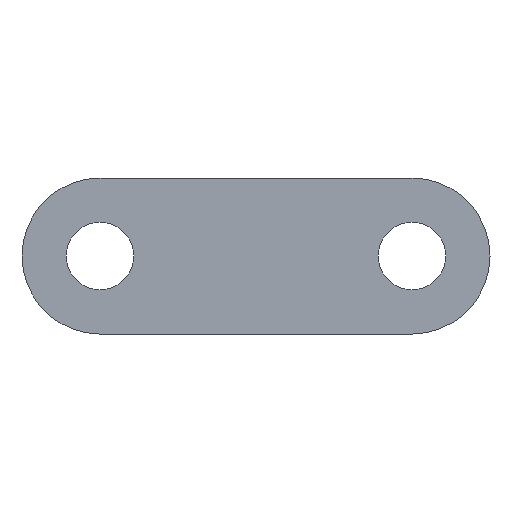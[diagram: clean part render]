
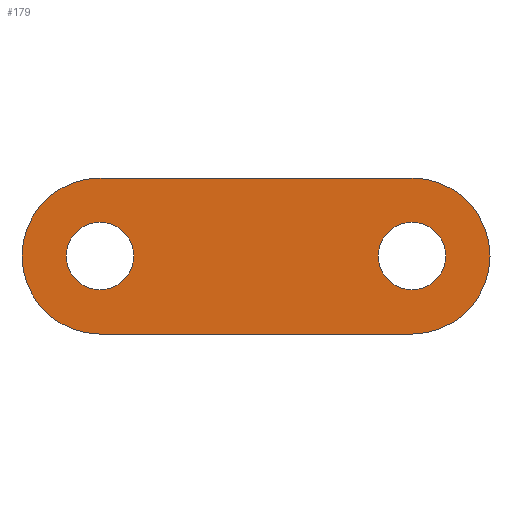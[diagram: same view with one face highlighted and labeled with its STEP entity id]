
A CAD part, front view. The second image highlights one B-rep face of the part: STEP entity #179.
In plain terms, the highlighted planar face has unit normal (0, -1, 0).
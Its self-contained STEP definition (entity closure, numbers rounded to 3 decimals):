
#4 = DIRECTION ( 'NONE',  ( 0., -1., 0. ) ) ;
#6 = DIRECTION ( 'NONE',  ( 0., 0., 1. ) ) ;
#12 = CARTESIAN_POINT ( 'NONE',  ( 15., -10., 0. ) ) ;
#16 = DIRECTION ( 'NONE',  ( 0., 0., 1. ) ) ;
#20 = DIRECTION ( 'NONE',  ( 0., -1., 0. ) ) ;
#25 = DIRECTION ( 'NONE',  ( 1., 0., 0. ) ) ;
#28 = DIRECTION ( 'NONE',  ( 0., -1., 0. ) ) ;
#29 = CARTESIAN_POINT ( 'NONE',  ( 15., -10., 0. ) ) ;
#30 = CARTESIAN_POINT ( 'NONE',  ( -22.5, -10., 7.5 ) ) ;
#32 = DIRECTION ( 'NONE',  ( 0., 0., 1. ) ) ;
#42 = CARTESIAN_POINT ( 'NONE',  ( -22.5, -10., -7.5 ) ) ;
#45 = CARTESIAN_POINT ( 'NONE',  ( -15., -10., 0. ) ) ;
#50 = DIRECTION ( 'NONE',  ( 1., 0., 0. ) ) ;
#51 = CARTESIAN_POINT ( 'NONE',  ( 11.75, -10., 0. ) ) ;
#59 = CARTESIAN_POINT ( 'NONE',  ( -18.25, -10., 0. ) ) ;
#66 = CARTESIAN_POINT ( 'NONE',  ( -15., -10., 7.5 ) ) ;
#112 = EDGE_CURVE ( 'NONE', #1066, #1237, #375, .T. ) ;
#126 = EDGE_CURVE ( 'NONE', #1064, #1238, #386, .T. ) ;
#138 = EDGE_CURVE ( 'NONE', #1088, #1242, #916, .T. ) ;
#139 = EDGE_CURVE ( 'NONE', #1079, #1242, #1272, .T. ) ;
#140 = EDGE_CURVE ( 'NONE', #1093, #1079, #1276, .T. ) ;
#141 = EDGE_CURVE ( 'NONE', #1086, #1093, #917, .T. ) ;
#142 = EDGE_CURVE ( 'NONE', #1088, #1092, #1273, .T. ) ;
#179 = ADVANCED_FACE ( 'NONE', ( #937, #938, #939 ), #742, .F. ) ;
#186 = EDGE_CURVE ( 'NONE', #1092, #1086, #537, .T. ) ;
#269 = CARTESIAN_POINT ( 'NONE',  ( 15., -10., 0. ) ) ;
#270 = DIRECTION ( 'NONE',  ( -1., 0., 0. ) ) ;
#286 = DIRECTION ( 'NONE',  ( -1., 0., 0. ) ) ;
#288 = DIRECTION ( 'NONE',  ( 0., 1., 0. ) ) ;
#304 = DIRECTION ( 'NONE',  ( 0., 1., 0. ) ) ;
#326 = CARTESIAN_POINT ( 'NONE',  ( -15., -10., 0. ) ) ;
#370 = AXIS2_PLACEMENT_3D ( 'NONE', #269, #304, #270 ) ;
#375 = CIRCLE ( 'NONE', #370, 3.25 ) ;
#386 = CIRCLE ( 'NONE', #1296, 3.25 ) ;
#435 = CIRCLE ( 'NONE', #437, 3.25 ) ;
#437 = AXIS2_PLACEMENT_3D ( 'NONE', #656, #657, #658 ) ;
#454 = CIRCLE ( 'NONE', #455, 3.25 ) ;
#455 = AXIS2_PLACEMENT_3D ( 'NONE', #723, #730, #729 ) ;
#537 = CIRCLE ( 'NONE', #798, 7.5 ) ;
#538 = AXIS2_PLACEMENT_3D ( 'NONE', #753, #748, #752 ) ;
#549 = EDGE_LOOP ( 'NONE', ( #557, #902, #903, #901, #900, #899 ) ) ;
#557 = ORIENTED_EDGE ( 'NONE', *, *, #142, .T. ) ;
#560 = ORIENTED_EDGE ( 'NONE', *, *, #1252, .T. ) ;
#581 = EDGE_LOOP ( 'NONE', ( #1231, #719 ) ) ;
#607 = CARTESIAN_POINT ( 'NONE',  ( -22.5, -10., 0. ) ) ;
#608 = CARTESIAN_POINT ( 'NONE',  ( 15., -10., -7.5 ) ) ;
#637 = CARTESIAN_POINT ( 'NONE',  ( 18.25, -10., 0. ) ) ;
#638 = CARTESIAN_POINT ( 'NONE',  ( -11.75, -10., 0. ) ) ;
#642 = CARTESIAN_POINT ( 'NONE',  ( 15., -10., 7.5 ) ) ;
#656 = CARTESIAN_POINT ( 'NONE',  ( 15., -10., 0. ) ) ;
#657 = DIRECTION ( 'NONE',  ( 0., 1., 0. ) ) ;
#658 = DIRECTION ( 'NONE',  ( -1., 0., 0. ) ) ;
#683 = EDGE_CURVE ( 'NONE', #1238, #1064, #454, .T. ) ;
#717 = CARTESIAN_POINT ( 'NONE',  ( 22.5, -10., 0. ) ) ;
#719 = ORIENTED_EDGE ( 'NONE', *, *, #683, .T. ) ;
#723 = CARTESIAN_POINT ( 'NONE',  ( -15., -10., 0. ) ) ;
#729 = DIRECTION ( 'NONE',  ( -1., 0., 0. ) ) ;
#730 = DIRECTION ( 'NONE',  ( 0., 1., 0. ) ) ;
#742 = PLANE ( 'NONE',  #538 ) ;
#747 = DIRECTION ( 'NONE',  ( 0., -1., 0. ) ) ;
#748 = DIRECTION ( 'NONE',  ( 0., 1., 0. ) ) ;
#752 = DIRECTION ( 'NONE',  ( 0., 0., 1. ) ) ;
#753 = CARTESIAN_POINT ( 'NONE',  ( -22.5, -10., 7.5 ) ) ;
#777 = CARTESIAN_POINT ( 'NONE',  ( -15., -10., 0. ) ) ;
#780 = DIRECTION ( 'NONE',  ( 0., 0., 1. ) ) ;
#798 = AXIS2_PLACEMENT_3D ( 'NONE', #777, #747, #780 ) ;
#801 = CARTESIAN_POINT ( 'NONE',  ( -15., -10., -7.5 ) ) ;
#899 = ORIENTED_EDGE ( 'NONE', *, *, #138, .F. ) ;
#900 = ORIENTED_EDGE ( 'NONE', *, *, #139, .T. ) ;
#901 = ORIENTED_EDGE ( 'NONE', *, *, #140, .T. ) ;
#902 = ORIENTED_EDGE ( 'NONE', *, *, #186, .T. ) ;
#903 = ORIENTED_EDGE ( 'NONE', *, *, #141, .T. ) ;
#916 = LINE ( 'NONE', #30, #1274 ) ;
#917 = LINE ( 'NONE', #42, #1263 ) ;
#937 = FACE_BOUND ( 'NONE', #581, .T. ) ;
#938 = FACE_BOUND ( 'NONE', #1177, .T. ) ;
#939 = FACE_OUTER_BOUND ( 'NONE', #549, .T. ) ;
#1064 = VERTEX_POINT ( 'NONE', #59 ) ;
#1066 = VERTEX_POINT ( 'NONE', #51 ) ;
#1079 = VERTEX_POINT ( 'NONE', #717 ) ;
#1086 = VERTEX_POINT ( 'NONE', #801 ) ;
#1088 = VERTEX_POINT ( 'NONE', #66 ) ;
#1092 = VERTEX_POINT ( 'NONE', #607 ) ;
#1093 = VERTEX_POINT ( 'NONE', #608 ) ;
#1177 = EDGE_LOOP ( 'NONE', ( #1232, #560 ) ) ;
#1231 = ORIENTED_EDGE ( 'NONE', *, *, #126, .T. ) ;
#1232 = ORIENTED_EDGE ( 'NONE', *, *, #112, .T. ) ;
#1237 = VERTEX_POINT ( 'NONE', #637 ) ;
#1238 = VERTEX_POINT ( 'NONE', #638 ) ;
#1242 = VERTEX_POINT ( 'NONE', #642 ) ;
#1252 = EDGE_CURVE ( 'NONE', #1237, #1066, #435, .T. ) ;
#1263 = VECTOR ( 'NONE', #50, 1000. ) ;
#1264 = AXIS2_PLACEMENT_3D ( 'NONE', #45, #4, #32 ) ;
#1272 = CIRCLE ( 'NONE', #1275, 7.5 ) ;
#1273 = CIRCLE ( 'NONE', #1264, 7.5 ) ;
#1274 = VECTOR ( 'NONE', #25, 1000. ) ;
#1275 = AXIS2_PLACEMENT_3D ( 'NONE', #12, #28, #16 ) ;
#1276 = CIRCLE ( 'NONE', #1277, 7.5 ) ;
#1277 = AXIS2_PLACEMENT_3D ( 'NONE', #29, #20, #6 ) ;
#1296 = AXIS2_PLACEMENT_3D ( 'NONE', #326, #288, #286 ) ;
